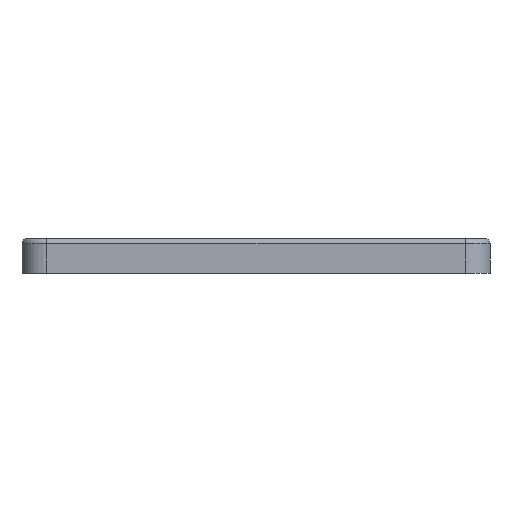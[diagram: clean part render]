
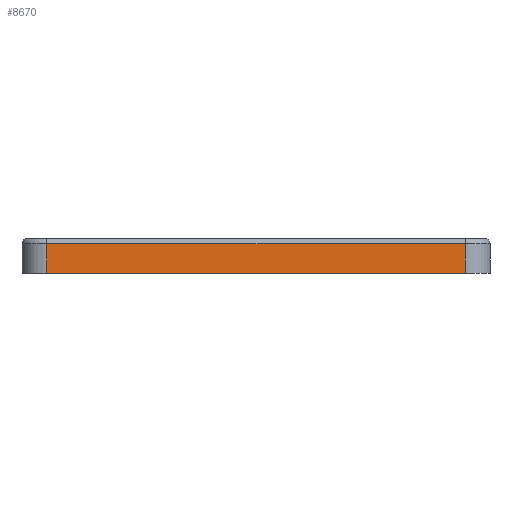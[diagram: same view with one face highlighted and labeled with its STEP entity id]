
A CAD part, left-side view. The second image highlights one B-rep face of the part: STEP entity #8670.
In plain terms, the highlighted planar face has unit normal (-1, 0, 0).
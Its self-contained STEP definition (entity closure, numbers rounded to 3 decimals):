
#1606=LINE('',#16796,#2152);
#1626=LINE('',#16866,#2172);
#1627=LINE('',#16869,#2173);
#1628=LINE('',#16872,#2174);
#2152=VECTOR('',#9549,10.);
#2172=VECTOR('',#9605,10.);
#2173=VECTOR('',#9608,10.);
#2174=VECTOR('',#9613,10.);
#2663=FACE_OUTER_BOUND('',#3154,.T.);
#3154=EDGE_LOOP('',(#7811,#7812,#7813,#7814));
#4057=VERTEX_POINT('',#16793);
#4058=VERTEX_POINT('',#16795);
#4090=VERTEX_POINT('',#16862);
#4091=VERTEX_POINT('',#16868);
#5319=EDGE_CURVE('',#4057,#4058,#1606,.T.);
#5355=EDGE_CURVE('',#4058,#4090,#1626,.T.);
#5356=EDGE_CURVE('',#4090,#4091,#1627,.T.);
#5358=EDGE_CURVE('',#4091,#4057,#1628,.T.);
#7811=ORIENTED_EDGE('',*,*,#5355,.F.);
#7812=ORIENTED_EDGE('',*,*,#5319,.F.);
#7813=ORIENTED_EDGE('',*,*,#5358,.F.);
#7814=ORIENTED_EDGE('',*,*,#5356,.F.);
#8237=PLANE('',#8854);
#8670=ADVANCED_FACE('',(#2663),#8237,.T.);
#8854=AXIS2_PLACEMENT_3D('',#16871,#9611,#9612);
#9549=DIRECTION('',(0.,1.,0.));
#9605=DIRECTION('',(0.,0.,1.));
#9608=DIRECTION('',(0.,-1.,0.));
#9611=DIRECTION('center_axis',(-1.,0.,0.));
#9612=DIRECTION('ref_axis',(0.,-1.,0.));
#9613=DIRECTION('',(0.,0.,-1.));
#16793=CARTESIAN_POINT('',(-103.41,7.165,15.104));
#16795=CARTESIAN_POINT('',(-103.41,91.398,15.104));
#16796=CARTESIAN_POINT('',(-103.41,2.165,15.104));
#16862=CARTESIAN_POINT('',(-103.41,91.398,21.104));
#16866=CARTESIAN_POINT('',(-103.41,91.398,15.104));
#16868=CARTESIAN_POINT('',(-103.41,7.165,21.104));
#16869=CARTESIAN_POINT('',(-103.41,72.84,21.104));
#16871=CARTESIAN_POINT('Origin',(-103.41,96.398,15.104));
#16872=CARTESIAN_POINT('',(-103.41,7.165,15.104));
